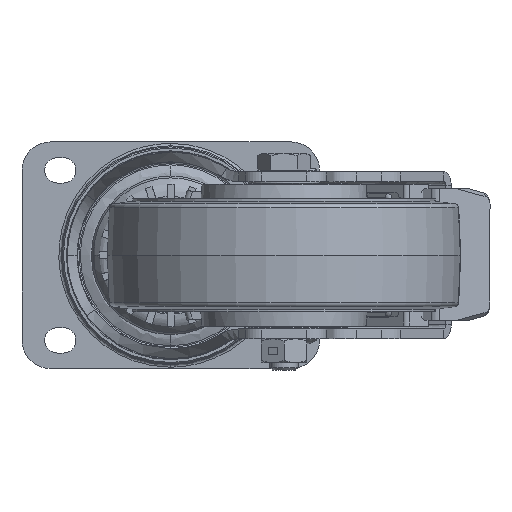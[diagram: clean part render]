
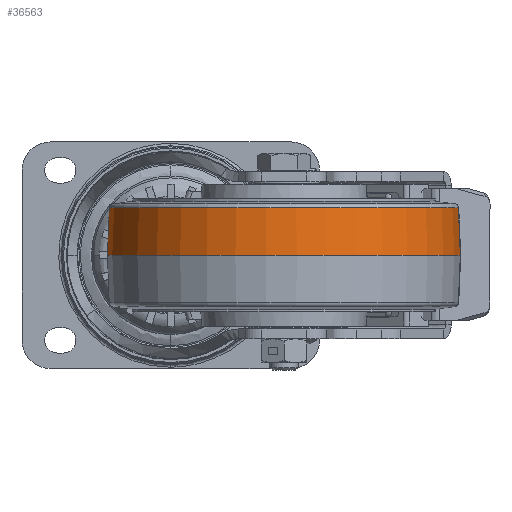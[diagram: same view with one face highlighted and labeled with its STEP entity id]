
A CAD part, front view. The second image highlights one B-rep face of the part: STEP entity #36563.
In plain terms, the highlighted conical face has half-angle 2.386 degrees and reference radius 62.5 mm.
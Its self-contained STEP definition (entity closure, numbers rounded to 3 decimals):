
#2049 = CARTESIAN_POINT ( 'NONE',  ( 40., -92.5, 16.727 ) ) ;
#3903 = DIRECTION ( 'NONE',  ( 0.995, -0.104, 0. ) ) ;
#4332 = AXIS2_PLACEMENT_3D ( 'NONE', #2049, #31119, #6268 ) ;
#5165 = AXIS2_PLACEMENT_3D ( 'NONE', #19162, #27883, #44523 ) ;
#6268 = DIRECTION ( 'NONE',  ( 0.995, -0.104, 0. ) ) ;
#7447 = EDGE_LOOP ( 'NONE', ( #19658, #22481, #44799, #45503 ) ) ;
#10635 = DIRECTION ( 'NONE',  ( 0.041, -0.004, -0.999 ) ) ;
#13334 = DIRECTION ( 'NONE',  ( -0.041, 0.004, -0.999 ) ) ;
#14620 = CARTESIAN_POINT ( 'NONE',  ( -21.471, -86.098, 16.727 ) ) ;
#16209 = AXIS2_PLACEMENT_3D ( 'NONE', #53593, #28810, #3903 ) ;
#16349 = LINE ( 'NONE', #17342, #26099 ) ;
#17342 = CARTESIAN_POINT ( 'NONE',  ( -22.164, -86.026, 0. ) ) ;
#17407 = CARTESIAN_POINT ( 'NONE',  ( 102.164, -98.974, 0. ) ) ;
#19162 = CARTESIAN_POINT ( 'NONE',  ( 40., -92.5, 0. ) ) ;
#19658 = ORIENTED_EDGE ( 'NONE', *, *, #51756, .F. ) ;
#21627 = LINE ( 'NONE', #43830, #53386 ) ;
#22469 = EDGE_CURVE ( 'NONE', #22619, #35711, #16349, .T. ) ;
#22481 = ORIENTED_EDGE ( 'NONE', *, *, #46935, .T. ) ;
#22619 = VERTEX_POINT ( 'NONE', #14620 ) ;
#26099 = VECTOR ( 'NONE', #13334, 1000. ) ;
#27883 = DIRECTION ( 'NONE',  ( 0., 0., -1. ) ) ;
#28810 = DIRECTION ( 'NONE',  ( 0., 0., 1. ) ) ;
#30487 = EDGE_CURVE ( 'NONE', #35711, #34719, #33016, .T. ) ;
#31119 = DIRECTION ( 'NONE',  ( 0., 0., -1. ) ) ;
#33016 = CIRCLE ( 'NONE', #16209, 62.5 ) ;
#34719 = VERTEX_POINT ( 'NONE', #17407 ) ;
#35711 = VERTEX_POINT ( 'NONE', #36288 ) ;
#36288 = CARTESIAN_POINT ( 'NONE',  ( -22.164, -86.026, 0. ) ) ;
#36563 = ADVANCED_FACE ( 'NONE', ( #43901 ), #48429, .T. ) ;
#42323 = CIRCLE ( 'NONE', #4332, 61.803 ) ;
#43830 = CARTESIAN_POINT ( 'NONE',  ( 102.164, -98.974, 0. ) ) ;
#43901 = FACE_OUTER_BOUND ( 'NONE', #7447, .T. ) ;
#44523 = DIRECTION ( 'NONE',  ( -0.995, 0.104, 0. ) ) ;
#44799 = ORIENTED_EDGE ( 'NONE', *, *, #22469, .T. ) ;
#45503 = ORIENTED_EDGE ( 'NONE', *, *, #30487, .T. ) ;
#46935 = EDGE_CURVE ( 'NONE', #51211, #22619, #42323, .T. ) ;
#48429 = CONICAL_SURFACE ( 'NONE', #5165, 62.5, 0.042 ) ;
#51161 = CARTESIAN_POINT ( 'NONE',  ( 101.471, -98.902, 16.727 ) ) ;
#51211 = VERTEX_POINT ( 'NONE', #51161 ) ;
#51756 = EDGE_CURVE ( 'NONE', #51211, #34719, #21627, .T. ) ;
#53386 = VECTOR ( 'NONE', #10635, 1000. ) ;
#53593 = CARTESIAN_POINT ( 'NONE',  ( 40., -92.5, 0. ) ) ;
